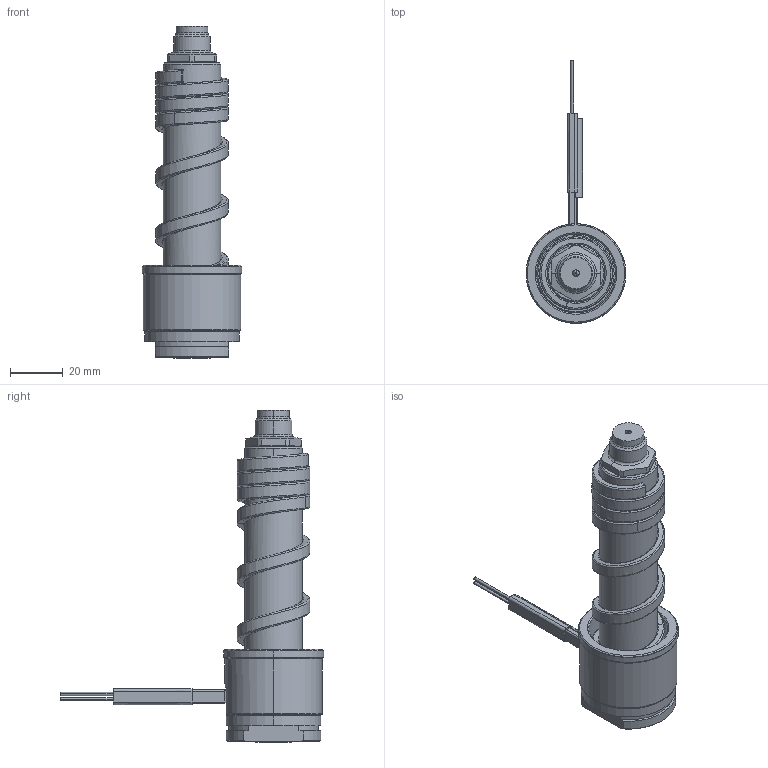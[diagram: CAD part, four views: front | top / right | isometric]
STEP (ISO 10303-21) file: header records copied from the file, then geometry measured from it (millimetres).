
FILE_DESCRIPTION((''),'2;1');
FILE_NAME('LS-126-BEU-N','2014-02-28T',('Íàòàëüÿ'),('IMID'),'PRO/ENGINEER BY PARAMETRIC TECHNOLOGY CORPORATION, 2010180','PRO/ENGINEER BY PARAMETRIC TECHNOLOGY CORPORATION, 2010180','');
FILE_SCHEMA(('CONFIG_CONTROL_DESIGN'));
Length unit declared in the file: millimetre
Products named in the file (1): LS-126-BEU-N
Bounding box: 38 x 100 x 126.2 mm (x, y, z)
Volume: 64809.4 mm3; surface area: 29656.2 mm2
Topology: 1 solids, 9 shells, 330 faces, 838 edges, 503 vertices
Faces by surface type: cylinder 104, bspline 66, cone 62, plane 51, torus 28, revolution 9, extrusion 8, sphere 2
Entity records: 17976 total; most frequent: CARTESIAN_POINT 10479, ORIENTED_EDGE 1636, DIRECTION 1417, EDGE_CURVE 830, AXIS2_PLACEMENT_3D 564, VERTEX_POINT 503, EDGE_LOOP 353, FACE_OUTER_BOUND 330
